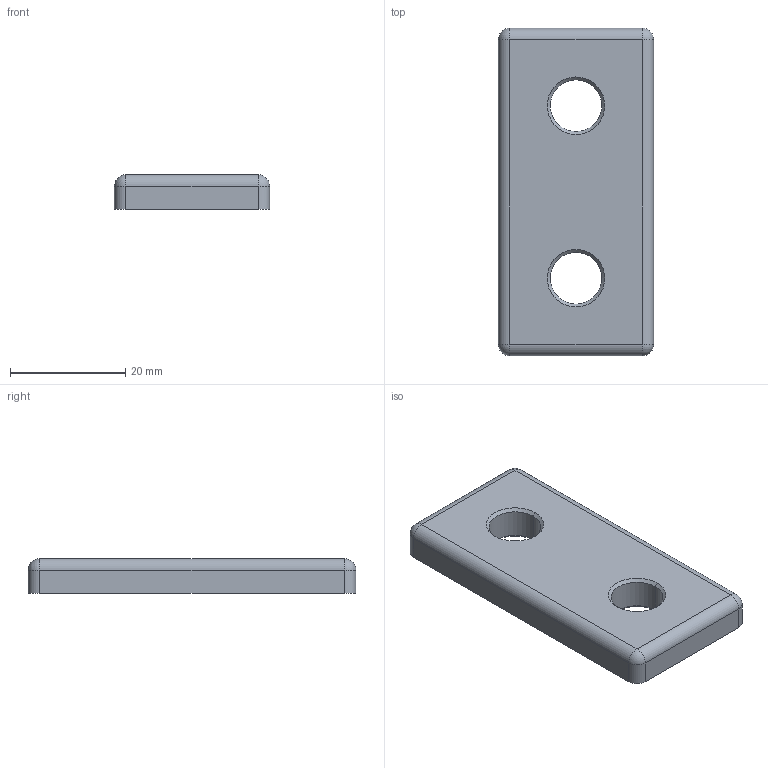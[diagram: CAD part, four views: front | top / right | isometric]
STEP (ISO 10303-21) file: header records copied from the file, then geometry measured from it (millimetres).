
FILE_DESCRIPTION (( 'STEP AP203' ), '1' );
FILE_NAME ('41-100-0.STEP', '2021-11-11T16:24:45', ( '' ), ( '' ), 'SwSTEP 2.0', 'SolidWorks 2021', '' );
FILE_SCHEMA (( 'CONFIG_CONTROL_DESIGN' ));
Length unit declared in the file: millimetre
Products named in the file (1): 41-100-0
Bounding box: 27 x 57 x 6 mm (x, y, z)
Volume: 8296.5 mm3; surface area: 3968.5 mm2
Topology: 1 solids, 1 shells, 30 faces, 68 edges, 36 vertices
Faces by surface type: cylinder 12, cone 8, plane 6, sphere 4
Entity records: 885 total; most frequent: DIRECTION 158, CARTESIAN_POINT 131, ORIENTED_EDGE 128, EDGE_CURVE 64, AXIS2_PLACEMENT_3D 63, VERTEX_POINT 36, EDGE_LOOP 34, LINE 32
